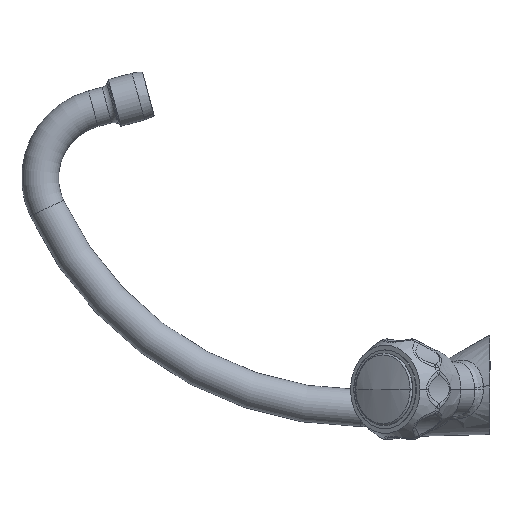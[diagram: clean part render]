
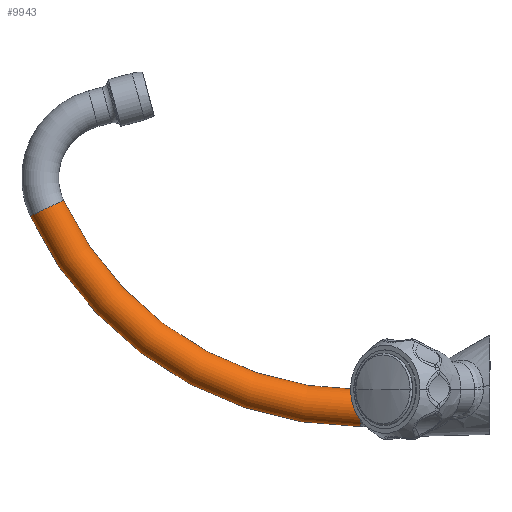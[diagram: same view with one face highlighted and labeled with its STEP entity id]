
A CAD part, left-side view. The second image highlights one B-rep face of the part: STEP entity #9943.
In plain terms, the highlighted toroidal (fillet/blend) face has major radius 168.937 mm and minor radius 9 mm.
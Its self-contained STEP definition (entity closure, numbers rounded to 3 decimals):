
#156=CARTESIAN_POINT('',(0.,216.229,86.184));
#157=DIRECTION('',(0.,0.422,0.906));
#158=DIRECTION('',(0.,0.906,-0.422));
#159=AXIS2_PLACEMENT_3D('',#156,#157,#158);
#166=CARTESIAN_POINT('',(0.,63.1,-11.4));
#167=DIRECTION('',(0.,1.,0.));
#168=DIRECTION('',(0.,0.,-1.));
#169=AXIS2_PLACEMENT_3D('',#166,#167,#168);
#171=CARTESIAN_POINT('',(0.,63.1,157.537));
#172=DIRECTION('',(1.,0.,0.));
#173=DIRECTION('',(0.,0.,-1.));
#174=AXIS2_PLACEMENT_3D('',#171,#172,#173);
#8924=CARTESIAN_POINT('',(0.,63.1,157.537));
#8925=DIRECTION('',(1.,0.,0.));
#8926=DIRECTION('',(0.,0.,-1.));
#8927=AXIS2_PLACEMENT_3D('',#8924,#8925,#8926);
#9351=CARTESIAN_POINT('',(0.,63.1,-2.4));
#9352=CARTESIAN_POINT('',(0.,63.1,-20.4));
#9353=VERTEX_POINT('',#9351);
#9354=VERTEX_POINT('',#9352);
#9355=CARTESIAN_POINT('',(0.,208.071,89.986));
#9356=CARTESIAN_POINT('',(0.,224.387,82.383));
#9357=VERTEX_POINT('',#9355);
#9358=VERTEX_POINT('',#9356);
#9929=CARTESIAN_POINT('',(0.,63.1,157.537));
#9930=DIRECTION('',(1.,0.,0.));
#9931=DIRECTION('',(0.,0.,1.));
#9932=AXIS2_PLACEMENT_3D('',#9929,#9930,#9931);
#9933=TOROIDAL_SURFACE('',#9932,168.937,9.);
#9935=ORIENTED_EDGE('',*,*,#9934,.F.);
#9937=ORIENTED_EDGE('',*,*,#9936,.T.);
#9938=ORIENTED_EDGE('',*,*,#9912,.T.);
#9940=ORIENTED_EDGE('',*,*,#9939,.F.);
#9941=EDGE_LOOP('',(#9935,#9937,#9938,#9940));
#9942=FACE_OUTER_BOUND('',#9941,.F.);
#9943=ADVANCED_FACE('',(#9942),#9933,.T.);
#160=CIRCLE('',#159,9.);
#170=CIRCLE('',#169,9.);
#175=CIRCLE('',#174,177.937);
#8928=CIRCLE('',#8927,159.937);
#9912=EDGE_CURVE('',#9358,#9357,#160,.T.);
#9934=EDGE_CURVE('',#9354,#9353,#170,.T.);
#9936=EDGE_CURVE('',#9354,#9358,#175,.T.);
#9939=EDGE_CURVE('',#9353,#9357,#8928,.T.);
